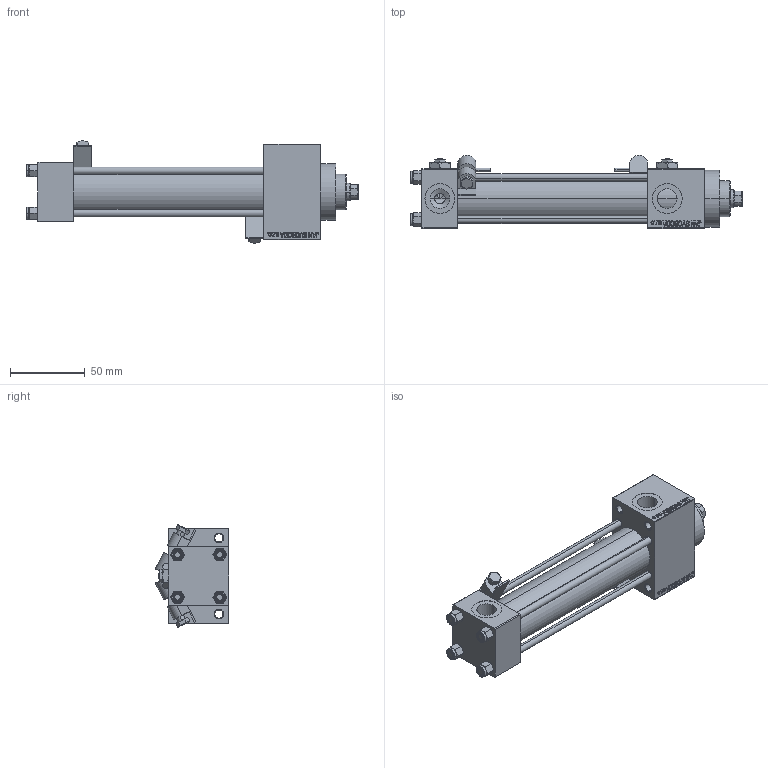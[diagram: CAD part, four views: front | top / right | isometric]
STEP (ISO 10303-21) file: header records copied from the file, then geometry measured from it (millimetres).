
FILE_DESCRIPTION (( 'STEP AP203' ), '1' );
FILE_NAME ('add3.STEP', '2023-08-23T02:17:18', ( '' ), ( '' ), 'SwSTEP 2.0', 'SolidWorks 2019', '' );
FILE_SCHEMA (( 'CONFIG_CONTROL_DESIGN' ));
Length unit declared in the file: millimetre
Products named in the file (8): Zatka_pro_OIL_PORT 656db74a0748d66a1a388a362cd37775; V215CR_D_TYCINKA 656db74a0748d66a1a388a362cd37775; add3; V215CR_D_Body 656db74a0748d66a1a388a362cd37775; NUT_M5_D 656db74a0748d66a1a388a362cd37775; MSRF_MSRG1 656db74a0748d66a1a388a362cd37775; V215CR_VCP_D 656db74a0748d66a1a388a362cd37775; V215_VC_A 656db74a0748d66a1a388a362cd37775
Assembly tree (15 placements, depth 2):
  add3
    V215CR_D_Body 656db74a0748d66a1a388a362cd37775
    V215CR_VCP_D 656db74a0748d66a1a388a362cd37775
    NUT_M5_D 656db74a0748d66a1a388a362cd37775  x4
    V215CR_D_TYCINKA 656db74a0748d66a1a388a362cd37775  x4
    V215_VC_A 656db74a0748d66a1a388a362cd37775
    MSRF_MSRG1 656db74a0748d66a1a388a362cd37775  x2
    Zatka_pro_OIL_PORT 656db74a0748d66a1a388a362cd37775  x2
Bounding box: 222 x 48.93 x 68.7 mm (x, y, z)
Volume: 216002.9 mm3; surface area: 90074 mm2
Topology: 15 solids, 15 shells, 1265 faces, 3119 edges, 2006 vertices
Faces by surface type: plane 578, bspline 368, cone 184, cylinder 127, torus 8
Entity records: 50124 total; most frequent: CARTESIAN_POINT 25820, ORIENTED_EDGE 5388, DIRECTION 3574, EDGE_CURVE 2694, VERTEX_POINT 1756, LINE 1598, VECTOR 1598, EDGE_LOOP 1212
